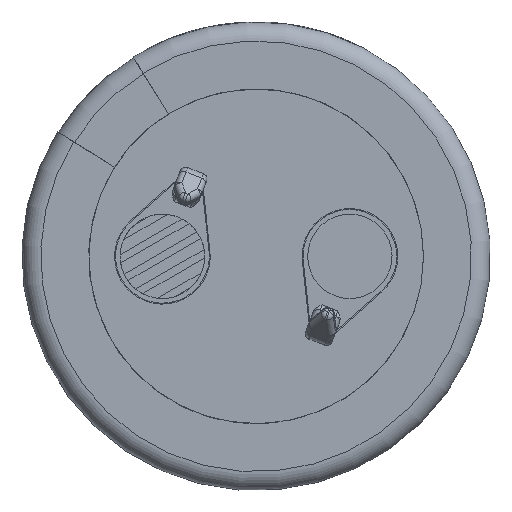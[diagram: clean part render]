
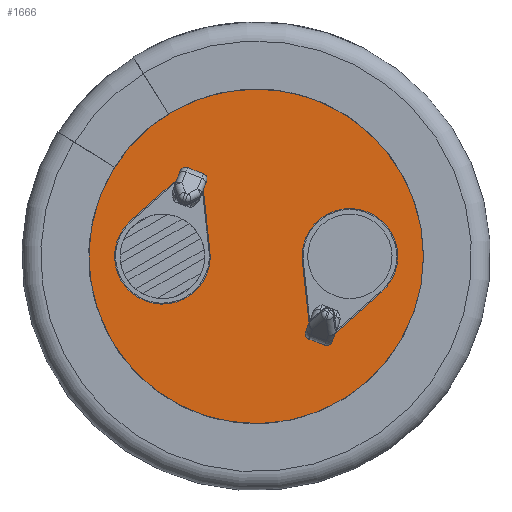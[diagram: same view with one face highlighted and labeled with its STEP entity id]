
A CAD part, front view. The second image highlights one B-rep face of the part: STEP entity #1666.
In plain terms, the highlighted planar face has unit normal (0, -1, 0).
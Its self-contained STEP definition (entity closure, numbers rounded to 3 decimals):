
#1666 = ADVANCED_FACE( '', ( #3510, #3511, #3512 ), #3513, .T. );
#3510 = FACE_OUTER_BOUND( '', #7061, .T. );
#3511 = FACE_BOUND( '', #7062, .T. );
#3512 = FACE_BOUND( '', #7063, .T. );
#3513 = PLANE( '', #7064 );
#7061 = EDGE_LOOP( '', ( #12159 ) );
#7062 = EDGE_LOOP( '', ( #12160, #12161, #12162, #12163 ) );
#7063 = EDGE_LOOP( '', ( #12164, #12165, #12166, #12167 ) );
#7064 = AXIS2_PLACEMENT_3D( '', #12168, #12169, #12170 );
#12159 = ORIENTED_EDGE( '', *, *, #13210, .T. );
#12160 = ORIENTED_EDGE( '', *, *, #13636, .F. );
#12161 = ORIENTED_EDGE( '', *, *, #14699, .F. );
#12162 = ORIENTED_EDGE( '', *, *, #13055, .F. );
#12163 = ORIENTED_EDGE( '', *, *, #12892, .F. );
#12164 = ORIENTED_EDGE( '', *, *, #14555, .T. );
#12165 = ORIENTED_EDGE( '', *, *, #14244, .T. );
#12166 = ORIENTED_EDGE( '', *, *, #14434, .T. );
#12167 = ORIENTED_EDGE( '', *, *, #14490, .T. );
#12168 = CARTESIAN_POINT( '', ( 0., 0., 0. ) );
#12169 = DIRECTION( '', ( 0., -1., 0. ) );
#12170 = DIRECTION( '', ( 1., 0., 0. ) );
#12892 = EDGE_CURVE( '', #15011, #15012, #15013, .T. );
#13055 = EDGE_CURVE( '', #15012, #15302, #15303, .T. );
#13210 = EDGE_CURVE( '', #15564, #15564, #15565, .T. );
#13636 = EDGE_CURVE( '', #16266, #15011, #16267, .T. );
#14244 = EDGE_CURVE( '', #17192, #17193, #17194, .T. );
#14434 = EDGE_CURVE( '', #17193, #17444, #17445, .T. );
#14490 = EDGE_CURVE( '', #17444, #17508, #17509, .T. );
#14555 = EDGE_CURVE( '', #17508, #17192, #17587, .T. );
#14699 = EDGE_CURVE( '', #15302, #16266, #17751, .T. );
#15011 = VERTEX_POINT( '', #18191 );
#15012 = VERTEX_POINT( '', #18192 );
#15013 = CIRCLE( '', #18193, 2.55 );
#15302 = VERTEX_POINT( '', #18719 );
#15303 = LINE( '', #18720, #18721 );
#15564 = VERTEX_POINT( '', #19249 );
#15565 = CIRCLE( '', #19250, 10.357 );
#16266 = VERTEX_POINT( '', #20821 );
#16267 = LINE( '', #20822, #20823 );
#17192 = VERTEX_POINT( '', #23121 );
#17193 = VERTEX_POINT( '', #23122 );
#17194 = LINE( '', #23123, #23124 );
#17444 = VERTEX_POINT( '', #23689 );
#17445 = LINE( '', #23690, #23691 );
#17508 = VERTEX_POINT( '', #23796 );
#17509 = CIRCLE( '', #23797, 2.55 );
#17587 = LINE( '', #23991, #23992 );
#17751 = LINE( '', #24384, #24385 );
#18191 = CARTESIAN_POINT( '', ( -6.694, 0., 1.906 ) );
#18192 = CARTESIAN_POINT( '', ( -2.465, 0., 0.274 ) );
#18193 = AXIS2_PLACEMENT_3D( '', #24784, #24785, #24786 );
#18719 = CARTESIAN_POINT( '', ( -2.814, 0., 3.497 ) );
#18720 = CARTESIAN_POINT( '', ( -2.465, 0., 0.274 ) );
#18721 = VECTOR( '', #24852, 1000. );
#19249 = CARTESIAN_POINT( '', ( 10.357, 0., 0. ) );
#19250 = AXIS2_PLACEMENT_3D( '', #24954, #24955, #24956 );
#20821 = CARTESIAN_POINT( '', ( -4.27, 0., 4.059 ) );
#20822 = CARTESIAN_POINT( '', ( -4.27, 0., 4.059 ) );
#20823 = VECTOR( '', #25127, 1000. );
#23121 = CARTESIAN_POINT( '', ( 4.27, 0., -4.059 ) );
#23122 = CARTESIAN_POINT( '', ( 2.814, 0., -3.497 ) );
#23123 = CARTESIAN_POINT( '', ( 4.27, 0., -4.059 ) );
#23124 = VECTOR( '', #25307, 1000. );
#23689 = CARTESIAN_POINT( '', ( 2.465, 0., -0.274 ) );
#23690 = CARTESIAN_POINT( '', ( 2.814, 0., -3.497 ) );
#23691 = VECTOR( '', #25404, 1000. );
#23796 = CARTESIAN_POINT( '', ( 6.694, 0., -1.906 ) );
#23797 = AXIS2_PLACEMENT_3D( '', #25444, #25445, #25446 );
#23991 = CARTESIAN_POINT( '', ( 6.694, 0., -1.906 ) );
#23992 = VECTOR( '', #25459, 1000. );
#24384 = CARTESIAN_POINT( '', ( -2.814, 0., 3.497 ) );
#24385 = VECTOR( '', #25512, 1000. );
#24784 = CARTESIAN_POINT( '', ( -5., 0., 0. ) );
#24785 = DIRECTION( '', ( 0., -1., 0. ) );
#24786 = DIRECTION( '', ( 0., 0., 1. ) );
#24852 = DIRECTION( '', ( -0.108, 0., 0.994 ) );
#24954 = CARTESIAN_POINT( '', ( 0., 0., 0. ) );
#24955 = DIRECTION( '', ( 0., -1., 0. ) );
#24956 = DIRECTION( '', ( 1., 0., 0. ) );
#25127 = DIRECTION( '', ( -0.748, 0., -0.664 ) );
#25307 = DIRECTION( '', ( -0.933, 0., 0.36 ) );
#25404 = DIRECTION( '', ( -0.108, 0., 0.994 ) );
#25444 = CARTESIAN_POINT( '', ( 5., 0., 0. ) );
#25445 = DIRECTION( '', ( 0., 1., 0. ) );
#25446 = DIRECTION( '', ( 0., 0., -1. ) );
#25459 = DIRECTION( '', ( -0.748, 0., -0.664 ) );
#25512 = DIRECTION( '', ( -0.933, 0., 0.36 ) );
